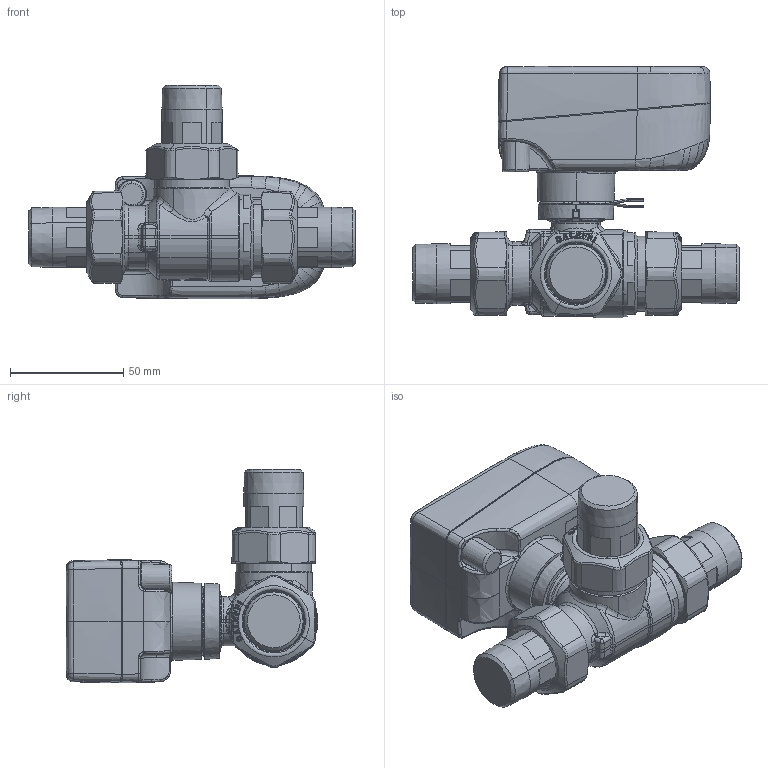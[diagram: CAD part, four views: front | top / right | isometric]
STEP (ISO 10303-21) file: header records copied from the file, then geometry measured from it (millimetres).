
FILE_DESCRIPTION(('CATIA V5 STEP Exchange','CAx-IF Rec.Pracs.--- Model Styling and Organization---1.5--- 2016-08-15','CAx-IF Rec.Pracs.---Supplemental Geometry---1.0---2011-11-01','CAx-IF Rec.Pracs.--- Composite Materials ---3.4---2017-06-13','CAx-IF Rec.Pracs.---Tessellated 3D Geometry---1.0---2015-12-17'),'2;1');
FILE_NAME('STEP_644553_-_TST.stp','2024-11-22T09:08:47+00:00',('none'),('none'),'CATIA Version 5-6 Release 2020 SP5','CATIA V5 STEP AP242 v2','none');
FILE_SCHEMA(('AP242_MANAGED_MODEL_BASED_3D_ENGINEERING_MIM_LF {1 0 10303 442 1 1 4}'));
Products named in the file (1): 644553 - TST
Bounding box: 144 x 111.06 x 94.05 mm (x, y, z)
Volume: 395108 mm3; surface area: 81999 mm2
Topology: 1 solids, 5 shells, 3010 faces, 7590 edges, 4454 vertices
Faces by surface type: bspline 1873, plane 296, cylinder 243, cone 229, sphere 191, torus 140, extrusion 21, revolution 17
Entity records: 166087 total; most frequent: CARTESIAN_POINT 115422, ORIENTED_EDGE 14751, EDGE_CURVE 7405, B_SPLINE_CURVE_WITH_KNOTS 4906, VERTEX_POINT 4454, DIRECTION 3314, EDGE_LOOP 3101, ADVANCED_FACE 3010
